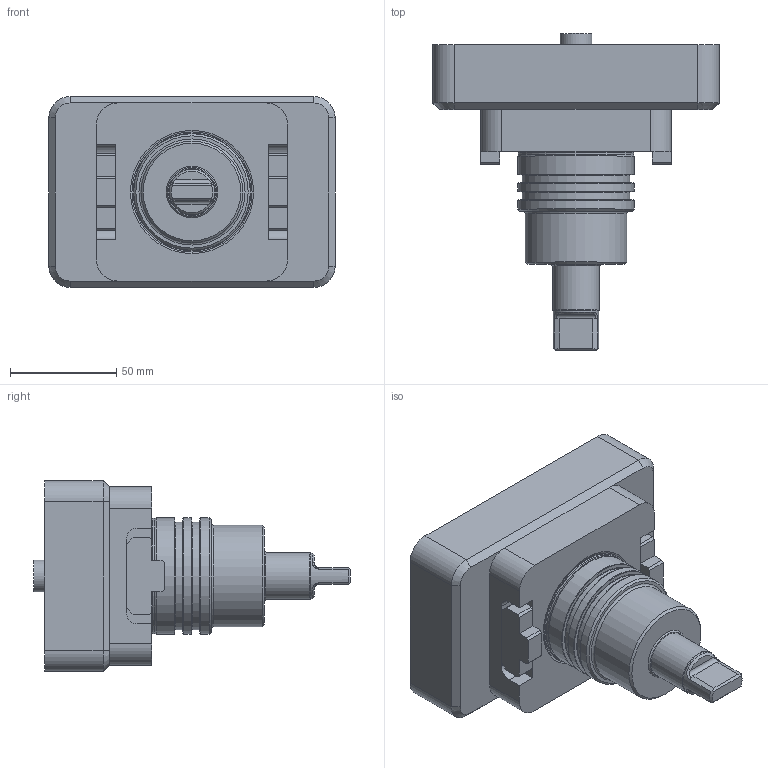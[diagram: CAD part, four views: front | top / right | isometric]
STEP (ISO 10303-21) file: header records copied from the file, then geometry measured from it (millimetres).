
FILE_DESCRIPTION (( 'STEP AP214' ), '1' );
FILE_NAME ('RRB2R531UB55.STEP', '2025-09-30T08:18:39', ( '' ), ( '' ), 'SwSTEP 2.0', 'SolidWorks 2023', '' );
FILE_SCHEMA (( 'AUTOMOTIVE_DESIGN' ));
Length unit declared in the file: millimetre
Products named in the file (1): RRB2R531UB55
Bounding box: 135 x 149.5 x 90 mm (x, y, z)
Volume: 636546.7 mm3; surface area: 58072.3 mm2
Topology: 1 solids, 1 shells, 444 faces, 1158 edges, 761 vertices
Faces by surface type: plane 277, bspline 93, cylinder 50, cone 14, torus 10
Full cylindrical faces by diameter (mm): 1.7 x1, 2.1 x1, 6.366 x1, 15 x1, 21.5 x1, 22 x1, 48 x1, 50.8 x2, 54.6 x1, 55 x3
Entity records: 22197 total; most frequent: CARTESIAN_POINT 8686, ORIENTED_EDGE 2244, DIRECTION 1760, EDGE_CURVE 1122, VECTOR 800, LINE 800, VERTEX_POINT 754, EDGE_LOOP 518
